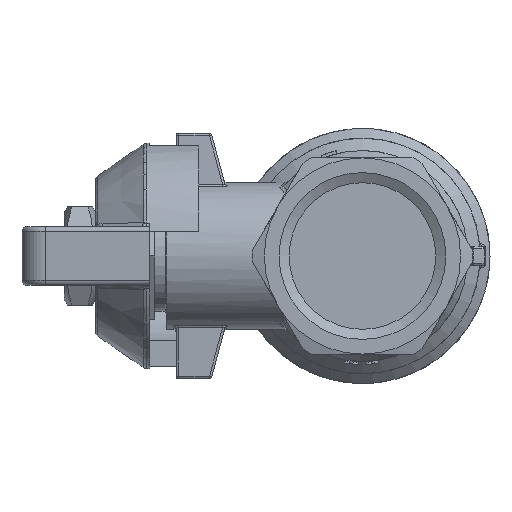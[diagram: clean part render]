
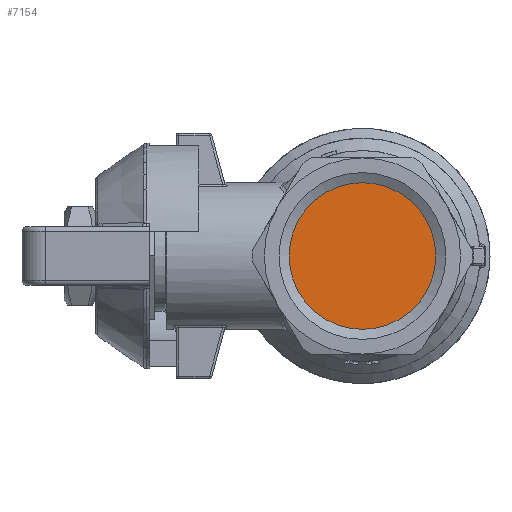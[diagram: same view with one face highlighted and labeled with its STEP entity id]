
A CAD part, left-side view. The second image highlights one B-rep face of the part: STEP entity #7154.
In plain terms, the highlighted planar face has unit normal (-1, 0, 0).
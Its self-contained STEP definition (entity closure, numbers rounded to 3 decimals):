
#956 = DIRECTION ( 'NONE',  ( 0., 0., -1. ) ) ;
#3788 = DIRECTION ( 'NONE',  ( 1., 0., 0. ) ) ;
#4803 = EDGE_LOOP ( 'NONE', ( #11749 ) ) ;
#7103 = CARTESIAN_POINT ( 'NONE',  ( -89.949, -17.257, 0. ) ) ;
#7154 = ADVANCED_FACE ( 'NONE', ( #14529 ), #16294, .F. ) ;
#7210 = AXIS2_PLACEMENT_3D ( 'NONE', #14215, #3788, #956 ) ;
#9140 = CARTESIAN_POINT ( 'NONE',  ( -89.949, -12.757, -7.475 ) ) ;
#9944 = DIRECTION ( 'NONE',  ( 0., 1., 0. ) ) ;
#11749 = ORIENTED_EDGE ( 'NONE', *, *, #16369, .F. ) ;
#12828 = CIRCLE ( 'NONE', #7210, 7.475 ) ;
#13256 = DIRECTION ( 'NONE',  ( 1., 0., 0. ) ) ;
#14215 = CARTESIAN_POINT ( 'NONE',  ( -89.949, -12.757, 0. ) ) ;
#14486 = AXIS2_PLACEMENT_3D ( 'NONE', #7103, #13256, #9944 ) ;
#14529 = FACE_OUTER_BOUND ( 'NONE', #4803, .T. ) ;
#16275 = VERTEX_POINT ( 'NONE', #9140 ) ;
#16294 = PLANE ( 'NONE',  #14486 ) ;
#16369 = EDGE_CURVE ( 'NONE', #16275, #16275, #12828, .T. ) ;
